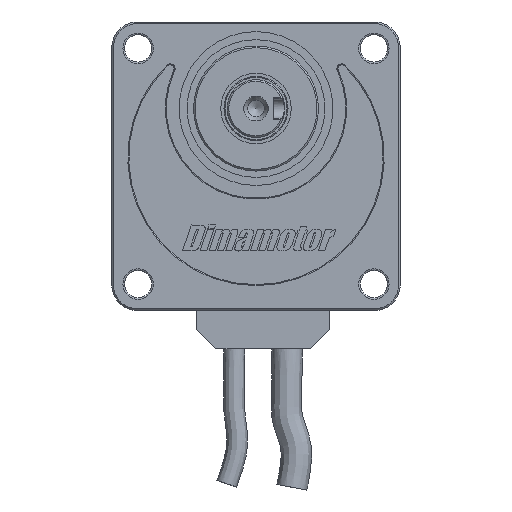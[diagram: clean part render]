
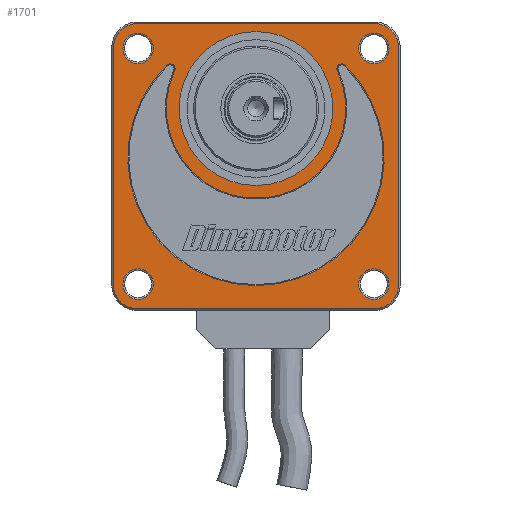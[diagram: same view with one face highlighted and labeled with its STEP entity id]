
A CAD part, front view. The second image highlights one B-rep face of the part: STEP entity #1701.
In plain terms, the highlighted planar face has unit normal (0, -1, 0).
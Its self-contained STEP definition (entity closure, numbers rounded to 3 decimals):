
#1701 = ADVANCED_FACE( '', ( #3491, #3492, #3493, #3494, #3495, #3496, #3497 ), #3498, .T. );
#3491 = FACE_BOUND( '', #5685, .T. );
#3492 = FACE_BOUND( '', #5686, .T. );
#3493 = FACE_BOUND( '', #5687, .T. );
#3494 = FACE_BOUND( '', #5688, .T. );
#3495 = FACE_OUTER_BOUND( '', #5689, .T. );
#3496 = FACE_BOUND( '', #5690, .T. );
#3497 = FACE_BOUND( '', #5691, .T. );
#3498 = PLANE( '', #5692 );
#5685 = EDGE_LOOP( '', ( #10741 ) );
#5686 = EDGE_LOOP( '', ( #10742 ) );
#5687 = EDGE_LOOP( '', ( #10743 ) );
#5688 = EDGE_LOOP( '', ( #10744 ) );
#5689 = EDGE_LOOP( '', ( #10745, #10746, #10747, #10748, #10749, #10750, #10751, #10752 ) );
#5690 = EDGE_LOOP( '', ( #10753 ) );
#5691 = EDGE_LOOP( '', ( #10754, #10755, #10756, #10757 ) );
#5692 = AXIS2_PLACEMENT_3D( '', #10758, #10759, #10760 );
#10741 = ORIENTED_EDGE( '', *, *, #11406, .T. );
#10742 = ORIENTED_EDGE( '', *, *, #11177, .T. );
#10743 = ORIENTED_EDGE( '', *, *, #12113, .T. );
#10744 = ORIENTED_EDGE( '', *, *, #11951, .T. );
#10745 = ORIENTED_EDGE( '', *, *, #12741, .T. );
#10746 = ORIENTED_EDGE( '', *, *, #12645, .T. );
#10747 = ORIENTED_EDGE( '', *, *, #11625, .T. );
#10748 = ORIENTED_EDGE( '', *, *, #12296, .T. );
#10749 = ORIENTED_EDGE( '', *, *, #12705, .T. );
#10750 = ORIENTED_EDGE( '', *, *, #11832, .T. );
#10751 = ORIENTED_EDGE( '', *, *, #11980, .T. );
#10752 = ORIENTED_EDGE( '', *, *, #11135, .T. );
#10753 = ORIENTED_EDGE( '', *, *, #12251, .T. );
#10754 = ORIENTED_EDGE( '', *, *, #12440, .T. );
#10755 = ORIENTED_EDGE( '', *, *, #12191, .T. );
#10756 = ORIENTED_EDGE( '', *, *, #11521, .T. );
#10757 = ORIENTED_EDGE( '', *, *, #12177, .T. );
#10758 = CARTESIAN_POINT( '', ( 0., -46.5, 0. ) );
#10759 = DIRECTION( '', ( 0., -1., 0. ) );
#10760 = DIRECTION( '', ( 0., 0., -1. ) );
#11135 = EDGE_CURVE( '', #13125, #13127, #13129, .T. );
#11177 = EDGE_CURVE( '', #13204, #13204, #13205, .F. );
#11406 = EDGE_CURVE( '', #13603, #13603, #13604, .F. );
#11521 = EDGE_CURVE( '', #13787, #13791, #13793, .T. );
#11625 = EDGE_CURVE( '', #13953, #13951, #13954, .T. );
#11832 = EDGE_CURVE( '', #14255, #14259, #14261, .T. );
#11951 = EDGE_CURVE( '', #14435, #14435, #14436, .F. );
#11980 = EDGE_CURVE( '', #14259, #13125, #14473, .T. );
#12113 = EDGE_CURVE( '', #14668, #14668, #14669, .F. );
#12177 = EDGE_CURVE( '', #13791, #14746, #14748, .T. );
#12191 = EDGE_CURVE( '', #14764, #13787, #14766, .T. );
#12251 = EDGE_CURVE( '', #14842, #14842, #14843, .T. );
#12296 = EDGE_CURVE( '', #13951, #14897, #14899, .T. );
#12440 = EDGE_CURVE( '', #14746, #14764, #15085, .T. );
#12645 = EDGE_CURVE( '', #15314, #13953, #15317, .T. );
#12705 = EDGE_CURVE( '', #14897, #14255, #15380, .T. );
#12741 = EDGE_CURVE( '', #13127, #15314, #15418, .T. );
#13125 = VERTEX_POINT( '', #16046 );
#13127 = VERTEX_POINT( '', #16049 );
#13129 = LINE( '', #16052, #16053 );
#13204 = VERTEX_POINT( '', #16156 );
#13205 = CIRCLE( '', #16157, 4.75 );
#13603 = VERTEX_POINT( '', #16713 );
#13604 = CIRCLE( '', #16714, 4.75 );
#13787 = VERTEX_POINT( '', #16953 );
#13791 = VERTEX_POINT( '', #16958 );
#13793 = CIRCLE( '', #16961, 40. );
#13951 = VERTEX_POINT( '', #17228 );
#13953 = VERTEX_POINT( '', #17231 );
#13954 = CIRCLE( '', #17232, 7.5 );
#14255 = VERTEX_POINT( '', #17713 );
#14259 = VERTEX_POINT( '', #17719 );
#14261 = LINE( '', #17722, #17723 );
#14435 = VERTEX_POINT( '', #18019 );
#14436 = CIRCLE( '', #18020, 4.75 );
#14473 = CIRCLE( '', #18071, 7.5 );
#14668 = VERTEX_POINT( '', #18409 );
#14669 = CIRCLE( '', #18410, 4.75 );
#14746 = VERTEX_POINT( '', #18609 );
#14748 = CIRCLE( '', #18612, 1.5 );
#14764 = VERTEX_POINT( '', #18651 );
#14766 = CIRCLE( '', #18654, 1.5 );
#14842 = VERTEX_POINT( '', #18769 );
#14843 = CIRCLE( '', #18770, 24. );
#14897 = VERTEX_POINT( '', #18859 );
#14899 = LINE( '', #18862, #18863 );
#15085 = CIRCLE( '', #19395, 28. );
#15314 = VERTEX_POINT( '', #19869 );
#15317 = LINE( '', #19874, #19875 );
#15380 = CIRCLE( '', #19958, 7.5 );
#15418 = CIRCLE( '', #20004, 7.5 );
#16046 = CARTESIAN_POINT( '', ( 37., -46.5, 44.5 ) );
#16049 = CARTESIAN_POINT( '', ( -37., -46.5, 44.5 ) );
#16052 = CARTESIAN_POINT( '', ( -37., -46.5, 44.5 ) );
#16053 = VECTOR( '', #20263, 1000. );
#16156 = CARTESIAN_POINT( '', ( 36.77, -46.5, 32.02 ) );
#16157 = AXIS2_PLACEMENT_3D( '', #20307, #20308, #20309 );
#16713 = CARTESIAN_POINT( '', ( 36.77, -46.5, -41.52 ) );
#16714 = AXIS2_PLACEMENT_3D( '', #20638, #20639, #20640 );
#16953 = CARTESIAN_POINT( '', ( 27.794, -46.5, 31.513 ) );
#16958 = CARTESIAN_POINT( '', ( -27.794, -46.5, 31.513 ) );
#16961 = AXIS2_PLACEMENT_3D( '', #20797, #20798, #20799 );
#17228 = CARTESIAN_POINT( '', ( -37., -46.5, -44.5 ) );
#17231 = CARTESIAN_POINT( '', ( -44.5, -46.5, -37. ) );
#17232 = AXIS2_PLACEMENT_3D( '', #20919, #20920, #20921 );
#17713 = CARTESIAN_POINT( '', ( 44.5, -46.5, -37. ) );
#17719 = CARTESIAN_POINT( '', ( 44.5, -46.5, 37. ) );
#17722 = CARTESIAN_POINT( '', ( 44.5, -46.5, 37. ) );
#17723 = VECTOR( '', #21161, 1000. );
#18019 = CARTESIAN_POINT( '', ( -36.77, -46.5, 32.02 ) );
#18020 = AXIS2_PLACEMENT_3D( '', #21285, #21286, #21287 );
#18071 = AXIS2_PLACEMENT_3D( '', #21314, #21315, #21316 );
#18409 = CARTESIAN_POINT( '', ( -36.77, -46.5, -41.52 ) );
#18410 = AXIS2_PLACEMENT_3D( '', #21467, #21468, #21469 );
#18609 = CARTESIAN_POINT( '', ( -25.391, -46.5, 29.802 ) );
#18612 = AXIS2_PLACEMENT_3D( '', #21526, #21527, #21528 );
#18651 = CARTESIAN_POINT( '', ( 25.391, -46.5, 29.802 ) );
#18654 = AXIS2_PLACEMENT_3D( '', #21536, #21537, #21538 );
#18769 = CARTESIAN_POINT( '', ( 24., -46.5, 18. ) );
#18770 = AXIS2_PLACEMENT_3D( '', #21601, #21602, #21603 );
#18859 = CARTESIAN_POINT( '', ( 37., -46.5, -44.5 ) );
#18862 = CARTESIAN_POINT( '', ( 37., -46.5, -44.5 ) );
#18863 = VECTOR( '', #21646, 1000. );
#19395 = AXIS2_PLACEMENT_3D( '', #21781, #21782, #21783 );
#19869 = CARTESIAN_POINT( '', ( -44.5, -46.5, 37. ) );
#19874 = CARTESIAN_POINT( '', ( -44.5, -46.5, -37. ) );
#19875 = VECTOR( '', #21928, 1000. );
#19958 = AXIS2_PLACEMENT_3D( '', #21957, #21958, #21959 );
#20004 = AXIS2_PLACEMENT_3D( '', #21973, #21974, #21975 );
#20263 = DIRECTION( '', ( -1., 0., 0. ) );
#20307 = CARTESIAN_POINT( '', ( 36.77, -46.5, 36.77 ) );
#20308 = DIRECTION( '', ( 0., -1., 0. ) );
#20309 = DIRECTION( '', ( 0., 0., -1. ) );
#20638 = CARTESIAN_POINT( '', ( 36.77, -46.5, -36.77 ) );
#20639 = DIRECTION( '', ( 0., -1., 0. ) );
#20640 = DIRECTION( '', ( 0., 0., -1. ) );
#20797 = CARTESIAN_POINT( '', ( 0., -46.5, 2.746 ) );
#20798 = DIRECTION( '', ( 0., 1., 0. ) );
#20799 = DIRECTION( '', ( 0., 0., 1. ) );
#20919 = CARTESIAN_POINT( '', ( -37., -46.5, -37. ) );
#20920 = DIRECTION( '', ( 0., -1., 0. ) );
#20921 = DIRECTION( '', ( 0., 0., -1. ) );
#21161 = DIRECTION( '', ( 0., 0., 1. ) );
#21285 = CARTESIAN_POINT( '', ( -36.77, -46.5, 36.77 ) );
#21286 = DIRECTION( '', ( 0., -1., 0. ) );
#21287 = DIRECTION( '', ( 0., 0., -1. ) );
#21314 = CARTESIAN_POINT( '', ( 37., -46.5, 37. ) );
#21315 = DIRECTION( '', ( 0., -1., 0. ) );
#21316 = DIRECTION( '', ( 0., 0., -1. ) );
#21467 = CARTESIAN_POINT( '', ( -36.77, -46.5, -36.77 ) );
#21468 = DIRECTION( '', ( 0., -1., 0. ) );
#21469 = DIRECTION( '', ( 0., 0., -1. ) );
#21526 = CARTESIAN_POINT( '', ( -26.752, -46.5, 30.434 ) );
#21527 = DIRECTION( '', ( 0., 1., 0. ) );
#21528 = DIRECTION( '', ( -1., 0., 0. ) );
#21536 = CARTESIAN_POINT( '', ( 26.752, -46.5, 30.434 ) );
#21537 = DIRECTION( '', ( 0., 1., 0. ) );
#21538 = DIRECTION( '', ( 1., 0., 0. ) );
#21601 = CARTESIAN_POINT( '', ( 0., -46.5, 18. ) );
#21602 = DIRECTION( '', ( 0., 1., 0. ) );
#21603 = DIRECTION( '', ( 1., 0., 0. ) );
#21646 = DIRECTION( '', ( 1., 0., 0. ) );
#21781 = CARTESIAN_POINT( '', ( 0., -46.5, 18. ) );
#21782 = DIRECTION( '', ( 0., -1., 0. ) );
#21783 = DIRECTION( '', ( 0., 0., 1. ) );
#21928 = DIRECTION( '', ( 0., 0., -1. ) );
#21957 = CARTESIAN_POINT( '', ( 37., -46.5, -37. ) );
#21958 = DIRECTION( '', ( 0., -1., 0. ) );
#21959 = DIRECTION( '', ( 0., 0., -1. ) );
#21973 = CARTESIAN_POINT( '', ( -37., -46.5, 37. ) );
#21974 = DIRECTION( '', ( 0., -1., 0. ) );
#21975 = DIRECTION( '', ( 0., 0., -1. ) );
